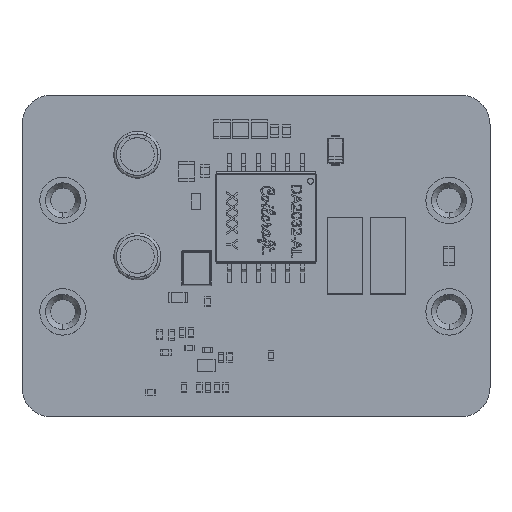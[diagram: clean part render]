
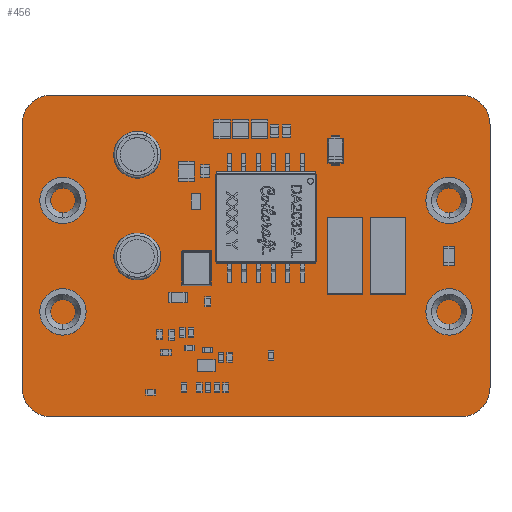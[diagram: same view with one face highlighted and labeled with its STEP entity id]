
A CAD part, top view. The second image highlights one B-rep face of the part: STEP entity #456.
In plain terms, the highlighted planar face has unit normal (0, 0, 1).
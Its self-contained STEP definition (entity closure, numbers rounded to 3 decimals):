
#191 = VERTEX_POINT('',#192);
#192 = CARTESIAN_POINT('',(0.,5.,0.));
#198 = EDGE_CURVE('',#191,#199,#201,.T.);
#199 = VERTEX_POINT('',#200);
#200 = CARTESIAN_POINT('',(0.,50.,0.));
#201 = LINE('',#202,#203);
#202 = CARTESIAN_POINT('',(0.,5.,0.));
#203 = VECTOR('',#204,1.);
#204 = DIRECTION('',(0.,1.,0.));
#229 = EDGE_CURVE('',#199,#230,#232,.T.);
#230 = VERTEX_POINT('',#231);
#231 = CARTESIAN_POINT('',(5.,55.,0.));
#232 = CIRCLE('',#233,4.998);
#233 = AXIS2_PLACEMENT_3D('',#234,#235,#236);
#234 = CARTESIAN_POINT('',(4.998,50.002,0.));
#235 = DIRECTION('',(0.,0.,-1.));
#236 = DIRECTION('',(-1.,0.,0.));
#262 = EDGE_CURVE('',#230,#263,#265,.T.);
#263 = VERTEX_POINT('',#264);
#264 = CARTESIAN_POINT('',(75.,55.,0.));
#265 = LINE('',#266,#267);
#266 = CARTESIAN_POINT('',(5.,55.,0.));
#267 = VECTOR('',#268,1.);
#268 = DIRECTION('',(1.,0.,0.));
#293 = EDGE_CURVE('',#263,#294,#296,.T.);
#294 = VERTEX_POINT('',#295);
#295 = CARTESIAN_POINT('',(80.,50.,0.));
#296 = CIRCLE('',#297,4.998);
#297 = AXIS2_PLACEMENT_3D('',#298,#299,#300);
#298 = CARTESIAN_POINT('',(75.002,50.002,0.));
#299 = DIRECTION('',(0.,0.,-1.));
#300 = DIRECTION('',(0.,1.,0.));
#326 = EDGE_CURVE('',#294,#327,#329,.T.);
#327 = VERTEX_POINT('',#328);
#328 = CARTESIAN_POINT('',(80.,5.,0.));
#329 = LINE('',#330,#331);
#330 = CARTESIAN_POINT('',(80.,50.,0.));
#331 = VECTOR('',#332,1.);
#332 = DIRECTION('',(0.,-1.,0.));
#357 = EDGE_CURVE('',#327,#358,#360,.T.);
#358 = VERTEX_POINT('',#359);
#359 = CARTESIAN_POINT('',(75.,0.,0.));
#360 = CIRCLE('',#361,4.998);
#361 = AXIS2_PLACEMENT_3D('',#362,#363,#364);
#362 = CARTESIAN_POINT('',(75.002,4.998,0.));
#363 = DIRECTION('',(0.,0.,-1.));
#364 = DIRECTION('',(1.,0.,0.));
#390 = EDGE_CURVE('',#358,#391,#393,.T.);
#391 = VERTEX_POINT('',#392);
#392 = CARTESIAN_POINT('',(5.,0.,0.));
#393 = LINE('',#394,#395);
#394 = CARTESIAN_POINT('',(75.,0.,0.));
#395 = VECTOR('',#396,1.);
#396 = DIRECTION('',(-1.,0.,0.));
#421 = EDGE_CURVE('',#391,#191,#422,.T.);
#422 = CIRCLE('',#423,4.998);
#423 = AXIS2_PLACEMENT_3D('',#424,#425,#426);
#424 = CARTESIAN_POINT('',(4.998,4.998,0.));
#425 = DIRECTION('',(0.,0.,-1.));
#426 = DIRECTION('',(0.,-1.,0.));
#456 = ADVANCED_FACE('',(#457),#467,.T.);
#457 = FACE_BOUND('',#458,.F.);
#458 = EDGE_LOOP('',(#459,#460,#461,#462,#463,#464,#465,#466));
#459 = ORIENTED_EDGE('',*,*,#198,.T.);
#460 = ORIENTED_EDGE('',*,*,#229,.T.);
#461 = ORIENTED_EDGE('',*,*,#262,.T.);
#462 = ORIENTED_EDGE('',*,*,#293,.T.);
#463 = ORIENTED_EDGE('',*,*,#326,.T.);
#464 = ORIENTED_EDGE('',*,*,#357,.T.);
#465 = ORIENTED_EDGE('',*,*,#390,.T.);
#466 = ORIENTED_EDGE('',*,*,#421,.T.);
#467 = PLANE('',#468);
#468 = AXIS2_PLACEMENT_3D('',#469,#470,#471);
#469 = CARTESIAN_POINT('',(0.,5.,0.));
#470 = DIRECTION('',(0.,0.,1.));
#471 = DIRECTION('',(1.,0.,0.));
